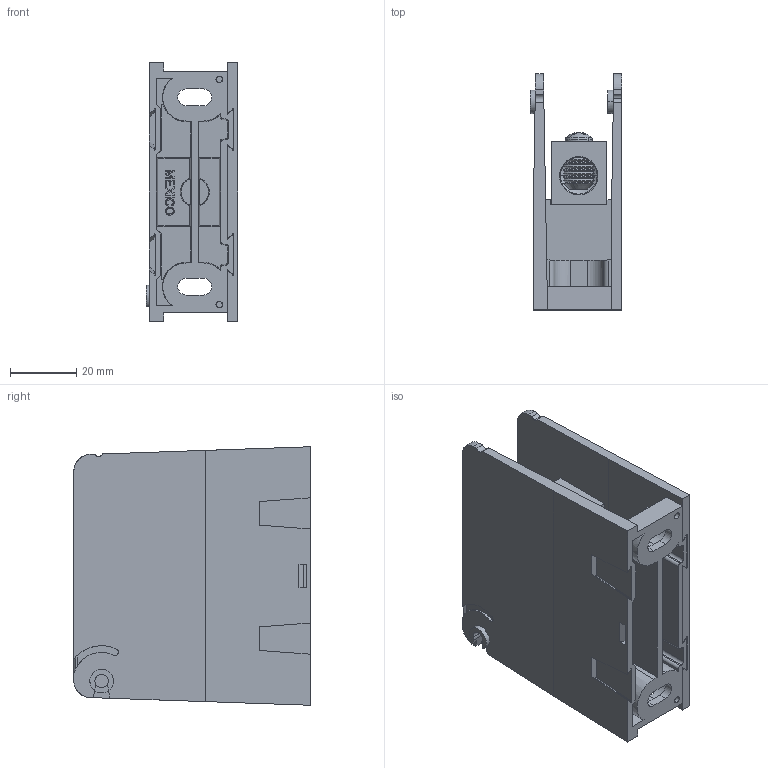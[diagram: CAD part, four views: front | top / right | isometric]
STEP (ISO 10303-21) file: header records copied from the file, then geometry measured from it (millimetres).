
FILE_DESCRIPTION (( 'STEP AP214' ), '1' );
FILE_NAME ('701958_1p_rev-.STEP', '2013-08-27T16:53:58', ( '' ), ( '' ), 'SwSTEP 2.0', 'SolidWorks 2013', '' );
FILE_SCHEMA (( 'AUTOMOTIVE_DESIGN' ));
Length unit declared in the file: inch
Products named in the file (1): 701958_1p_rev-
Bounding box: 27.54 x 71.37 x 78.11 mm (x, y, z)
Volume: 54531.3 mm3; surface area: 41776.1 mm2
Topology: 6 solids, 6 shells, 632 faces, 1733 edges, 1130 vertices
Faces by surface type: plane 236, cylinder 196, cone 137, bspline 59, sphere 2, torus 2
Entity records: 32277 total; most frequent: CARTESIAN_POINT 8824, ORIENTED_EDGE 3462, DIRECTION 2890, EDGE_CURVE 1731, VERTEX_POINT 1130, AXIS2_PLACEMENT_3D 972, LINE 946, VECTOR 946
